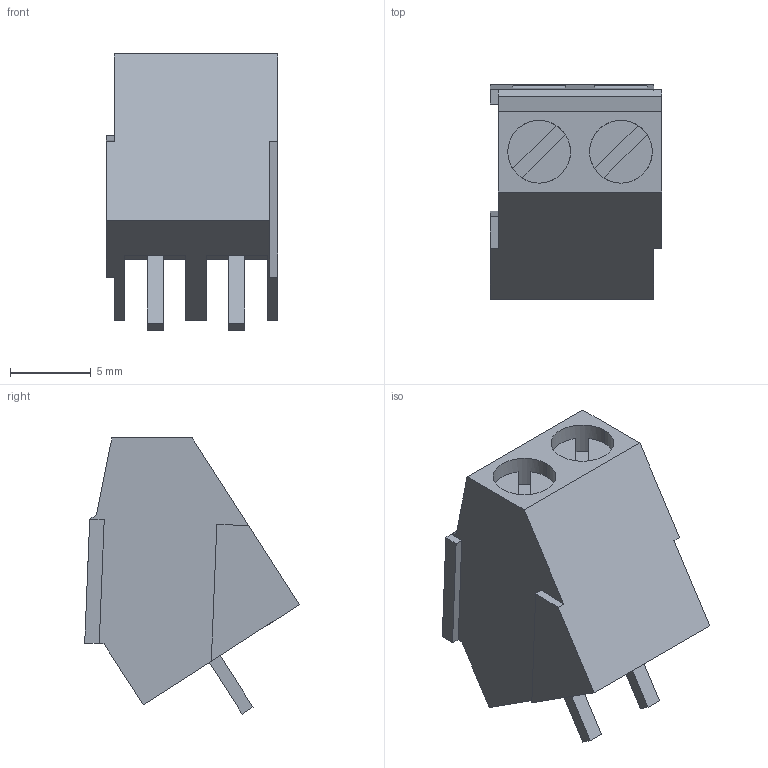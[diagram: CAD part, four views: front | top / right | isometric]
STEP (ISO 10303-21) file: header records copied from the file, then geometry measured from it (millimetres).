
FILE_DESCRIPTION((''),'2;1');
FILE_NAME('C-282847-2','2009-03-19T',('workeradm'),('Tyco Electronics Corporation'),'PRO/ENGINEER BY PARAMETRIC TECHNOLOGY CORPORATION, 2007390','PRO/ENGINEER BY PARAMETRIC TECHNOLOGY CORPORATION, 2007390','');
FILE_SCHEMA(('AUTOMOTIVE_DESIGN { 1 0 10303 214 1 1 1 1 }'));
Length unit declared in the file: millimetre
Products named in the file (1): C-282847-2
Bounding box: 10.66 x 13.32 x 17.14 mm (x, y, z)
Volume: 1113.9 mm3; surface area: 1049.8 mm2
Topology: 1 solids, 1 shells, 66 faces, 168 edges, 110 vertices
Faces by surface type: plane 62, cylinder 4
Entity records: 2059 total; most frequent: CARTESIAN_POINT 345, ORIENTED_EDGE 336, DIRECTION 316, EDGE_CURVE 168, VECTOR 152, LINE 152, VERTEX_POINT 110, AXIS2_PLACEMENT_3D 82
